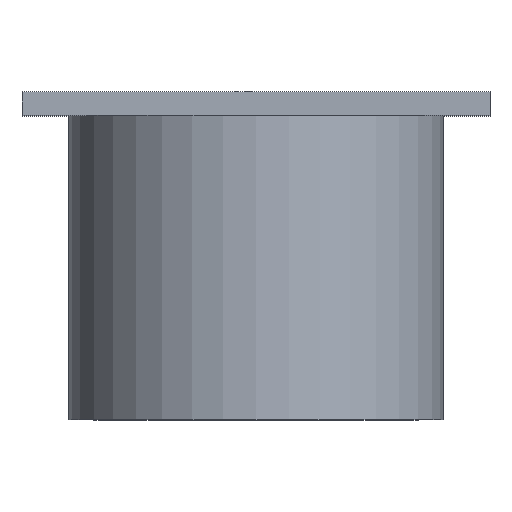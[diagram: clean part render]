
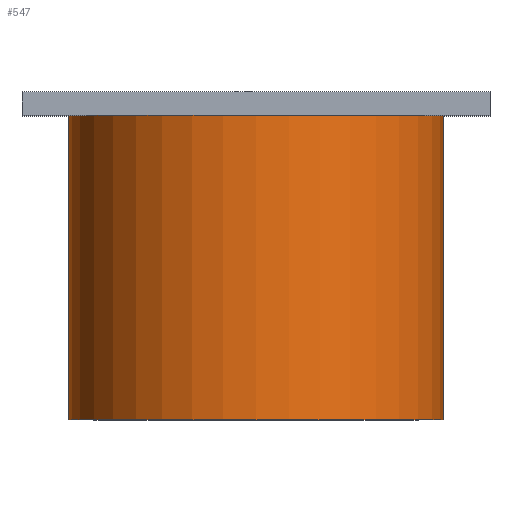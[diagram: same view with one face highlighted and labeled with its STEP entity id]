
A CAD part, top view. The second image highlights one B-rep face of the part: STEP entity #547.
In plain terms, the highlighted cylindrical face has radius 4 mm (diameter 8 mm), a full revolution.
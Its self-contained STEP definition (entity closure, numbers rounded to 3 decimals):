
#19=CYLINDRICAL_SURFACE('',#577,4.);
#22=CIRCLE('',#570,4.);
#23=CIRCLE('',#572,4.);
#64=FACE_OUTER_BOUND('',#96,.T.);
#96=EDGE_LOOP('',(#494,#495,#496,#497));
#139=LINE('',#1107,#181);
#181=VECTOR('',#653,4.);
#258=VERTEX_POINT('',#1077);
#263=VERTEX_POINT('',#1088);
#331=EDGE_CURVE('',#258,#258,#22,.T.);
#336=EDGE_CURVE('',#263,#263,#23,.T.);
#345=EDGE_CURVE('',#263,#258,#139,.T.);
#494=ORIENTED_EDGE('',*,*,#336,.T.);
#495=ORIENTED_EDGE('',*,*,#345,.T.);
#496=ORIENTED_EDGE('',*,*,#331,.T.);
#497=ORIENTED_EDGE('',*,*,#345,.F.);
#547=ADVANCED_FACE('',(#64),#19,.T.);
#570=AXIS2_PLACEMENT_3D('',#1078,#625,#626);
#572=AXIS2_PLACEMENT_3D('',#1089,#633,#634);
#577=AXIS2_PLACEMENT_3D('',#1106,#651,#652);
#625=DIRECTION('center_axis',(0.,1.,0.));
#626=DIRECTION('ref_axis',(1.,0.,0.));
#633=DIRECTION('center_axis',(0.,-1.,0.));
#634=DIRECTION('ref_axis',(1.,0.,0.));
#651=DIRECTION('center_axis',(0.,1.,0.));
#652=DIRECTION('ref_axis',(1.,0.,0.));
#653=DIRECTION('',(0.,-1.,0.));
#1077=CARTESIAN_POINT('',(21.,-2.,-57.));
#1078=CARTESIAN_POINT('Origin',(25.,-2.,-57.));
#1088=CARTESIAN_POINT('',(21.,4.5,-57.));
#1089=CARTESIAN_POINT('Origin',(25.,4.5,-57.));
#1106=CARTESIAN_POINT('Origin',(25.,0.,-57.));
#1107=CARTESIAN_POINT('',(21.,0.,-57.));
